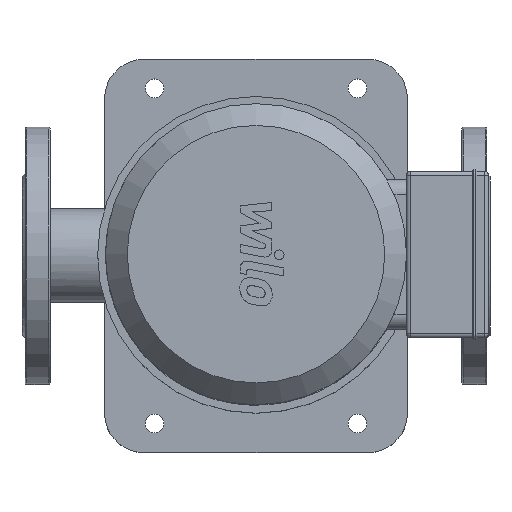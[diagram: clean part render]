
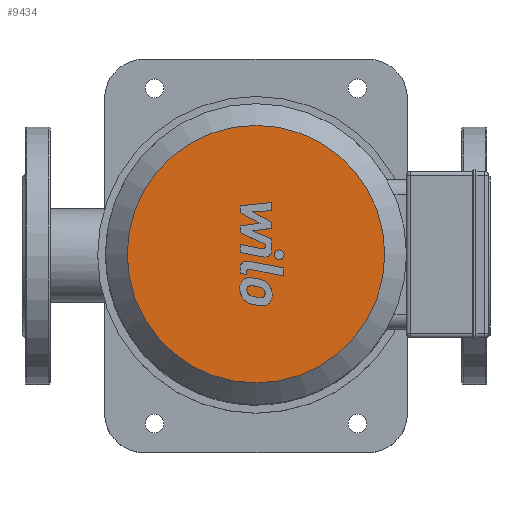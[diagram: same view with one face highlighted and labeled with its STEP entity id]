
A CAD part, top view. The second image highlights one B-rep face of the part: STEP entity #9434.
In plain terms, the highlighted planar face has unit normal (0, 0, 1).
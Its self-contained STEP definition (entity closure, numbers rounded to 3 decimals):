
#2066=PLANE('',#10144);
#2638=FACE_OUTER_BOUND('',#3250,.T.);
#3250=EDGE_LOOP('',(#7373));
#3801=CIRCLE('',#10140,82.55);
#4402=VERTEX_POINT('',#15052);
#5512=EDGE_CURVE('',#4402,#4402,#3801,.T.);
#7373=ORIENTED_EDGE('',*,*,#5512,.F.);
#9434=ADVANCED_FACE('',(#2638),#2066,.F.);
#10140=AXIS2_PLACEMENT_3D('',#15053,#11770,#11771);
#10144=AXIS2_PLACEMENT_3D('',#15059,#11778,#11779);
#11770=DIRECTION('center_axis',(0.,0.,
-1.));
#11771=DIRECTION('ref_axis',(0.,1.,0.));
#11778=DIRECTION('center_axis',(0.,0.,
-1.));
#11779=DIRECTION('ref_axis',(0.,1.,0.));
#15052=CARTESIAN_POINT('',(0.,-82.55,698.));
#15053=CARTESIAN_POINT('Origin',(0.,0.,698.));
#15059=CARTESIAN_POINT('Origin',(0.,0.,698.));
